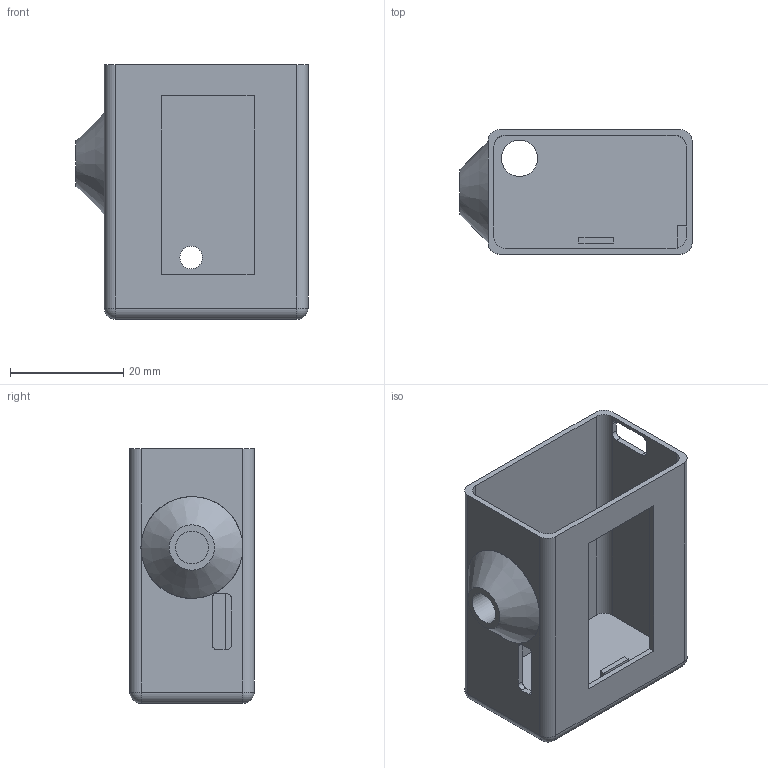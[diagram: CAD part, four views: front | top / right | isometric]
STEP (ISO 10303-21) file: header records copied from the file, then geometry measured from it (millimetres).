
FILE_DESCRIPTION(('FreeCAD Model'),'2;1');
FILE_NAME('Open CASCADE Shape Model','2025-01-30T09:30:43',(''),(''), 'Open CASCADE STEP processor 7.8','FreeCAD','Unknown');
FILE_SCHEMA(('AUTOMOTIVE_DESIGN { 1 0 10303 214 1 1 1 1 }'));
Length unit declared in the file: millimetre
Products named in the file (1): Pad003
Bounding box: 41 x 22 x 45 mm (x, y, z)
Volume: 6378.9 mm3; surface area: 10355.2 mm2
Topology: 1 solids, 1 shells, 125 faces, 342 edges, 221 vertices
Faces by surface type: plane 68, extrusion 28, cylinder 24, sphere 4, cone 1
Full cylindrical faces by diameter (mm): 4 x1, 5.808 x1, 6.427 x1, 18 x1
Entity records: 3988 total; most frequent: CARTESIAN_POINT 864, ORIENTED_EDGE 676, DIRECTION 558, EDGE_CURVE 338, VECTOR 256, LINE 228, VERTEX_POINT 221, AXIS2_PLACEMENT_3D 151
